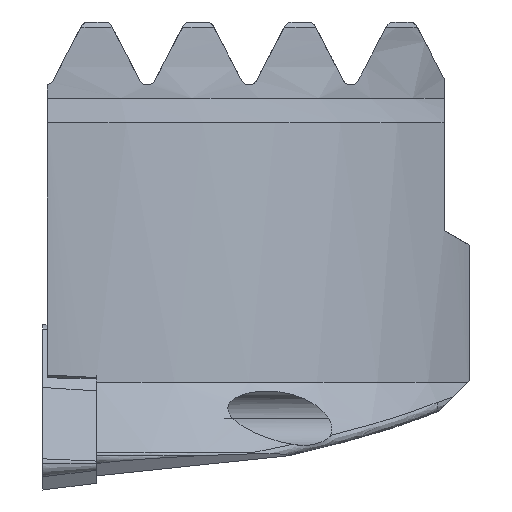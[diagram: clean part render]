
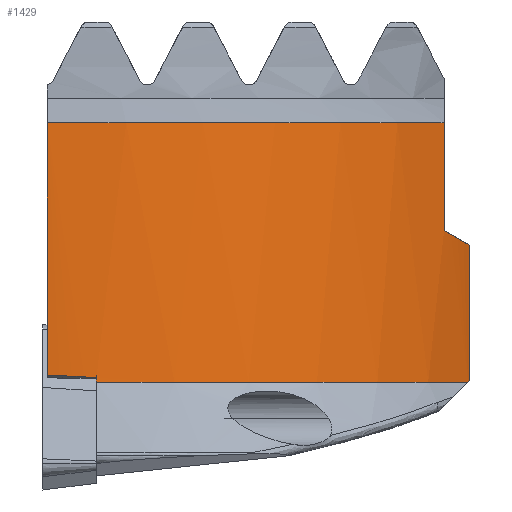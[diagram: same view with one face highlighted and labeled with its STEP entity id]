
A CAD part, left-side view. The second image highlights one B-rep face of the part: STEP entity #1429.
In plain terms, the highlighted cylindrical face has radius 27.5 mm (diameter 55 mm), a partial arc.
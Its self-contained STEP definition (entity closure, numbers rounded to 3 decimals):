
#1429=ADVANCED_FACE('NONE',(#3601),#3602,.T.);
#1539=EDGE_CURVE('NONE',#1957,#3203,#3723,.F.);
#1543=VERTEX_POINT('NONE',#3727);
#1573=VERTEX_POINT('NONE',#3758);
#1749=EDGE_CURVE('NONE',#1543,#2015,#3952,.F.);
#1807=EDGE_CURVE('NONE',#2839,#2859,#4014,.T.);
#1839=EDGE_CURVE('NONE',#3203,#2957,#4050,.T.);
#1957=VERTEX_POINT('NONE',#4178);
#2015=VERTEX_POINT('NONE',#4244);
#2247=VERTEX_POINT('NONE',#4500);
#2311=EDGE_CURVE('NONE',#1957,#1543,#4569,.F.);
#2665=EDGE_CURVE('NONE',#1573,#2247,#4952,.T.);
#2761=EDGE_CURVE('NONE',#2957,#1573,#5057,.T.);
#2839=VERTEX_POINT('NONE',#5141);
#2859=VERTEX_POINT('NONE',#5162);
#2919=EDGE_CURVE('NONE',#2859,#2247,#5225,.F.);
#2957=VERTEX_POINT('NONE',#5269);
#2975=EDGE_CURVE('NONE',#2839,#2015,#5288,.T.);
#3203=VERTEX_POINT('NONE',#5542);
#3601=FACE_OUTER_BOUND('',#7529,.T.);
#3602=CYLINDRICAL_SURFACE('',#7530,27.5);
#3723=LINE('',#7727,#7728);
#3727=CARTESIAN_POINT('',(17.842,-25.087,6.366));
#3758=CARTESIAN_POINT('',(15.217,-23.68,21.657));
#3952=CIRCLE('',#8163,27.5);
#4014=ELLIPSE('',#8265,35.899,27.5);
#4050=ELLIPSE('',#8310,31.754,27.5);
#4178=CARTESIAN_POINT('',(18.044,-25.18,6.459));
#4244=CARTESIAN_POINT('',(2.164,-3.18,6.366));
#4500=CARTESIAN_POINT('',(2.,-0.28,21.657));
#4569=ELLIPSE('',#9364,38.891,27.5);
#4952=CIRCLE('',#9992,27.5);
#5057=LINE('',#10144,#10145);
#5141=CARTESIAN_POINT('',(2.164,-3.18,6.613));
#5162=CARTESIAN_POINT('',(2.,-0.28,6.751));
#5225=LINE('',#10505,#10506);
#5269=CARTESIAN_POINT('',(15.217,-23.68,15.3));
#5288=LINE('',#10607,#10608);
#5542=CARTESIAN_POINT('',(18.044,-25.18,14.434));
#7529=EDGE_LOOP('',(#11482,#11483,#11484,#11485,#11486,#11487,#11488,#11489,#11490));
#7530=AXIS2_PLACEMENT_3D('',#11491,#11492,#11493);
#7727=CARTESIAN_POINT('',(18.044,-25.18,6.366));
#7728=VECTOR('',#11636,1.0);
#8163=AXIS2_PLACEMENT_3D('',#11887,#11888,#11889);
#8265=AXIS2_PLACEMENT_3D('',#11954,#11955,#11956);
#8310=AXIS2_PLACEMENT_3D('',#12005,#12006,#12007);
#9364=AXIS2_PLACEMENT_3D('',#12612,#12613,#12614);
#9992=AXIS2_PLACEMENT_3D('',#12996,#12997,#12998);
#10144=CARTESIAN_POINT('',(15.217,-23.68,6.366));
#10145=VECTOR('',#13111,1.0);
#10505=CARTESIAN_POINT('',(2.,-0.28,6.366));
#10506=VECTOR('',#13295,1.0);
#10607=CARTESIAN_POINT('',(2.164,-3.18,6.366));
#10608=VECTOR('',#13376,1.0);
#11482=ORIENTED_EDGE('',*,*,#2311,.F.);
#11483=ORIENTED_EDGE('',*,*,#1539,.T.);
#11484=ORIENTED_EDGE('',*,*,#1839,.T.);
#11485=ORIENTED_EDGE('',*,*,#2761,.T.);
#11486=ORIENTED_EDGE('',*,*,#2665,.T.);
#11487=ORIENTED_EDGE('',*,*,#2919,.F.);
#11488=ORIENTED_EDGE('',*,*,#1807,.F.);
#11489=ORIENTED_EDGE('',*,*,#2975,.T.);
#11490=ORIENTED_EDGE('',*,*,#1749,.F.);
#11491=CARTESIAN_POINT('',(29.5,-0.18,6.366));
#11492=DIRECTION('',(0.,0.,-1.0));
#11493=DIRECTION('',(0.,1.0,0.));
#11636=DIRECTION('',(0.,0.,-1.0));
#11887=CARTESIAN_POINT('',(29.5,-0.18,6.366));
#11888=DIRECTION('',(0.,0.,1.0));
#11889=DIRECTION('',(0.,1.0,0.));
#11954=CARTESIAN_POINT('',(29.5,-0.18,-16.324));
#11955=DIRECTION('',(-0.643,0.,-0.766));
#11956=DIRECTION('',(-0.766,0.,0.643));
#12005=CARTESIAN_POINT('',(29.5,-0.18,28.868));
#12006=DIRECTION('',(0.,0.5,-0.866));
#12007=DIRECTION('',(0.,0.866,0.5));
#12612=CARTESIAN_POINT('',(29.5,-0.18,-18.541));
#12613=DIRECTION('',(0.,0.707,0.707));
#12614=DIRECTION('',(0.,0.707,-0.707));
#12996=CARTESIAN_POINT('',(29.5,-0.18,21.657));
#12997=DIRECTION('',(0.,0.,-1.0));
#12998=DIRECTION('',(0.,1.0,0.));
#13111=DIRECTION('',(0.,0.,1.0));
#13295=DIRECTION('',(0.,0.,-1.0));
#13376=DIRECTION('',(0.,0.,-1.0));
